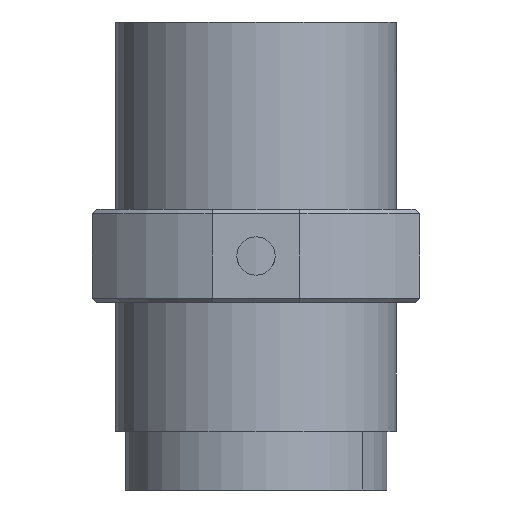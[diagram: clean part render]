
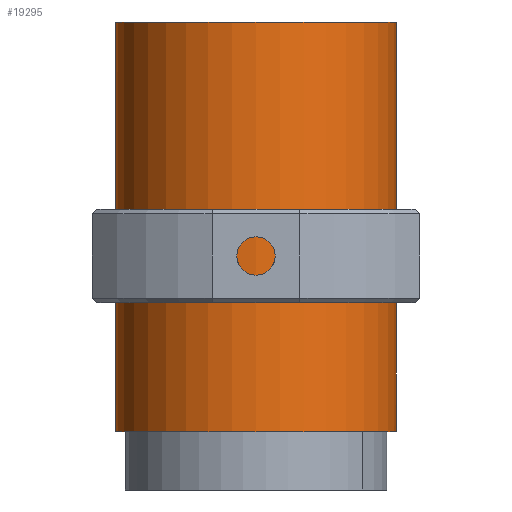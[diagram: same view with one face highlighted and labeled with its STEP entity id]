
A CAD part, front view. The second image highlights one B-rep face of the part: STEP entity #19295.
In plain terms, the highlighted cylindrical face has radius 15.24 mm (diameter 30.48 mm), a partial arc.
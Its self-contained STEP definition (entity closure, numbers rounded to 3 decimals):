
#90 = AXIS2_PLACEMENT_3D ( 'NONE', #10268, #23345, #12149 ) ;
#235 = DIRECTION ( 'NONE',  ( 0., 0., -1. ) ) ;
#620 = EDGE_CURVE ( 'NONE', #5929, #19229, #10524, .T. ) ;
#683 = VERTEX_POINT ( 'NONE', #14865 ) ;
#1248 = EDGE_CURVE ( 'NONE', #16944, #11015, #9387, .T. ) ;
#1666 = ORIENTED_EDGE ( 'NONE', *, *, #3101, .T. ) ;
#1807 = DIRECTION ( 'NONE',  ( -1., 0.025, 0. ) ) ;
#2292 = VECTOR ( 'NONE', #22967, 1000. ) ;
#2326 = AXIS2_PLACEMENT_3D ( 'NONE', #3546, #16586, #5393 ) ;
#2505 = CARTESIAN_POINT ( 'NONE',  ( -15.24, 0., 50.8 ) ) ;
#2686 = CARTESIAN_POINT ( 'NONE',  ( 15.235, -0.381, 13.462 ) ) ;
#2968 = CARTESIAN_POINT ( 'NONE',  ( 15.24, -0.381, 9.229 ) ) ;
#3101 = EDGE_CURVE ( 'NONE', #5652, #20908, #21528, .T. ) ;
#3131 = LINE ( 'NONE', #18212, #7498 ) ;
#3183 = CIRCLE ( 'NONE', #9139, 15.24 ) ;
#3251 = B_SPLINE_CURVE_WITH_KNOTS ( 'NONE', 3,
 ( #16647, #5383, #7343, #20385 ),
 .UNSPECIFIED., .F., .F.,
 ( 4, 4 ),
 ( 0., 1. ),
 .UNSPECIFIED. ) ;
#3311 = ORIENTED_EDGE ( 'NONE', *, *, #9995, .T. ) ;
#3546 = CARTESIAN_POINT ( 'NONE',  ( 0., 0., 10.414 ) ) ;
#3823 = EDGE_LOOP ( 'NONE', ( #17193, #3311, #18977, #9086, #20402, #11625, #12326, #1666, #16404, #21999, #22144, #9779, #13624, #20373 ) ) ;
#3835 = CARTESIAN_POINT ( 'NONE',  ( 15.24, 0., 50.8 ) ) ;
#4399 = DIRECTION ( 'NONE',  ( 0., 0., -1. ) ) ;
#4783 = EDGE_CURVE ( 'NONE', #11015, #11362, #19286, .T. ) ;
#5383 = CARTESIAN_POINT ( 'NONE',  ( -15.24, -0.381, 9.229 ) ) ;
#5389 = AXIS2_PLACEMENT_3D ( 'NONE', #15539, #4399, #17436 ) ;
#5393 = DIRECTION ( 'NONE',  ( 0.997, -0.075, 0. ) ) ;
#5593 = VECTOR ( 'NONE', #235, 1000. ) ;
#5652 = VERTEX_POINT ( 'NONE', #15154 ) ;
#5700 = VERTEX_POINT ( 'NONE', #20805 ) ;
#5734 = EDGE_CURVE ( 'NONE', #19229, #18058, #19829, .T. ) ;
#5929 = VERTEX_POINT ( 'NONE', #12382 ) ;
#6192 = LINE ( 'NONE', #11896, #15524 ) ;
#7046 = DIRECTION ( 'NONE',  ( 0., 0., -1. ) ) ;
#7343 = CARTESIAN_POINT ( 'NONE',  ( -15.226, -0.762, 9.821 ) ) ;
#7483 = CARTESIAN_POINT ( 'NONE',  ( -15.197, -1.142, 10.414 ) ) ;
#7498 = VECTOR ( 'NONE', #10774, 1000. ) ;
#7912 = VECTOR ( 'NONE', #10150, 1000. ) ;
#7924 = CARTESIAN_POINT ( 'NONE',  ( -15.24, 0., 6.35 ) ) ;
#8505 = CARTESIAN_POINT ( 'NONE',  ( 15.197, -1.142, 10.414 ) ) ;
#8974 = CARTESIAN_POINT ( 'NONE',  ( 0., 0., 6.35 ) ) ;
#9086 = ORIENTED_EDGE ( 'NONE', *, *, #4783, .F. ) ;
#9139 = AXIS2_PLACEMENT_3D ( 'NONE', #8974, #22036, #10831 ) ;
#9387 = LINE ( 'NONE', #23794, #13759 ) ;
#9779 = ORIENTED_EDGE ( 'NONE', *, *, #22959, .F. ) ;
#9995 = EDGE_CURVE ( 'NONE', #5929, #19507, #18331, .T. ) ;
#10150 = DIRECTION ( 'NONE',  ( 0., 0., -1. ) ) ;
#10268 = CARTESIAN_POINT ( 'NONE',  ( 0., 0., 50.8 ) ) ;
#10324 = FACE_OUTER_BOUND ( 'NONE', #3823, .T. ) ;
#10524 = LINE ( 'NONE', #3835, #5593 ) ;
#10774 = DIRECTION ( 'NONE',  ( 0., 0., -1. ) ) ;
#10831 = DIRECTION ( 'NONE',  ( -1., 0., 0. ) ) ;
#11015 = VERTEX_POINT ( 'NONE', #18936 ) ;
#11362 = VERTEX_POINT ( 'NONE', #19957 ) ;
#11625 = ORIENTED_EDGE ( 'NONE', *, *, #15211, .F. ) ;
#11896 = CARTESIAN_POINT ( 'NONE',  ( -15.24, 0., 50.8 ) ) ;
#12149 = DIRECTION ( 'NONE',  ( -1., 0., 0. ) ) ;
#12326 = ORIENTED_EDGE ( 'NONE', *, *, #18613, .F. ) ;
#12382 = CARTESIAN_POINT ( 'NONE',  ( 15.24, 0., 50.8 ) ) ;
#12944 = DIRECTION ( 'NONE',  ( 0., 0., -1. ) ) ;
#13142 = VERTEX_POINT ( 'NONE', #13725 ) ;
#13440 = B_SPLINE_CURVE_WITH_KNOTS ( 'NONE', 3,
 ( #8505, #23423, #2968, #16012 ),
 .UNSPECIFIED., .F., .F.,
 ( 4, 4 ),
 ( 0., 1. ),
 .UNSPECIFIED. ) ;
#13459 = LINE ( 'NONE', #19462, #7912 ) ;
#13624 = ORIENTED_EDGE ( 'NONE', *, *, #14350, .F. ) ;
#13725 = CARTESIAN_POINT ( 'NONE',  ( 15.24, 0., 8.636 ) ) ;
#13740 = EDGE_CURVE ( 'NONE', #5700, #20908, #3183, .T. ) ;
#13759 = VECTOR ( 'NONE', #19865, 1000. ) ;
#13782 = DIRECTION ( 'NONE',  ( 0., 0., -1. ) ) ;
#14350 = EDGE_CURVE ( 'NONE', #18058, #15709, #3131, .T. ) ;
#14865 = CARTESIAN_POINT ( 'NONE',  ( 15.197, -1.142, 10.414 ) ) ;
#15154 = CARTESIAN_POINT ( 'NONE',  ( -15.24, 0., 8.636 ) ) ;
#15211 = EDGE_CURVE ( 'NONE', #19098, #16944, #15734, .T. ) ;
#15367 = DIRECTION ( 'NONE',  ( 0., 0., -1. ) ) ;
#15524 = VECTOR ( 'NONE', #13782, 1000. ) ;
#15539 = CARTESIAN_POINT ( 'NONE',  ( 0., 0., 13.462 ) ) ;
#15709 = VERTEX_POINT ( 'NONE', #23671 ) ;
#15734 = CIRCLE ( 'NONE', #18871, 15.24 ) ;
#16012 = CARTESIAN_POINT ( 'NONE',  ( 15.24, 0., 8.636 ) ) ;
#16404 = ORIENTED_EDGE ( 'NONE', *, *, #13740, .F. ) ;
#16586 = DIRECTION ( 'NONE',  ( 0., 0., -1. ) ) ;
#16647 = CARTESIAN_POINT ( 'NONE',  ( -15.24, 0., 8.636 ) ) ;
#16938 = AXIS2_PLACEMENT_3D ( 'NONE', #22897, #15367, #21107 ) ;
#16944 = VERTEX_POINT ( 'NONE', #22744 ) ;
#17193 = ORIENTED_EDGE ( 'NONE', *, *, #620, .F. ) ;
#17361 = CYLINDRICAL_SURFACE ( 'NONE', #16938, 15.24 ) ;
#17436 = DIRECTION ( 'NONE',  ( 1., -0.025, 0. ) ) ;
#18058 = VERTEX_POINT ( 'NONE', #2686 ) ;
#18151 = CARTESIAN_POINT ( 'NONE',  ( -15.24, 0., 50.8 ) ) ;
#18212 = CARTESIAN_POINT ( 'NONE',  ( 15.235, -0.381, 13.462 ) ) ;
#18229 = CARTESIAN_POINT ( 'NONE',  ( 0., 0., 10.414 ) ) ;
#18331 = CIRCLE ( 'NONE', #90, 15.24 ) ;
#18613 = EDGE_CURVE ( 'NONE', #5652, #19098, #3251, .T. ) ;
#18871 = AXIS2_PLACEMENT_3D ( 'NONE', #18229, #7046, #20104 ) ;
#18936 = CARTESIAN_POINT ( 'NONE',  ( -15.235, -0.381, 13.462 ) ) ;
#18977 = ORIENTED_EDGE ( 'NONE', *, *, #20968, .T. ) ;
#19098 = VERTEX_POINT ( 'NONE', #7483 ) ;
#19229 = VERTEX_POINT ( 'NONE', #22749 ) ;
#19286 = CIRCLE ( 'NONE', #21430, 15.24 ) ;
#19295 = ADVANCED_FACE ( 'NONE', ( #10324 ), #17361, .T. ) ;
#19462 = CARTESIAN_POINT ( 'NONE',  ( 15.24, 0., 50.8 ) ) ;
#19507 = VERTEX_POINT ( 'NONE', #18151 ) ;
#19829 = CIRCLE ( 'NONE', #5389, 15.24 ) ;
#19865 = DIRECTION ( 'NONE',  ( 0., 0., 1. ) ) ;
#19957 = CARTESIAN_POINT ( 'NONE',  ( -15.24, 0., 13.462 ) ) ;
#20104 = DIRECTION ( 'NONE',  ( -1., -0.025, 0. ) ) ;
#20373 = ORIENTED_EDGE ( 'NONE', *, *, #5734, .F. ) ;
#20385 = CARTESIAN_POINT ( 'NONE',  ( -15.197, -1.142, 10.414 ) ) ;
#20402 = ORIENTED_EDGE ( 'NONE', *, *, #1248, .F. ) ;
#20805 = CARTESIAN_POINT ( 'NONE',  ( 15.24, 0., 6.35 ) ) ;
#20908 = VERTEX_POINT ( 'NONE', #7924 ) ;
#20968 = EDGE_CURVE ( 'NONE', #19507, #11362, #6192, .T. ) ;
#21107 = DIRECTION ( 'NONE',  ( -1., 0., 0. ) ) ;
#21430 = AXIS2_PLACEMENT_3D ( 'NONE', #24103, #12944, #1807 ) ;
#21528 = LINE ( 'NONE', #2505, #2292 ) ;
#21605 = EDGE_CURVE ( 'NONE', #13142, #5700, #13459, .T. ) ;
#21999 = ORIENTED_EDGE ( 'NONE', *, *, #21605, .F. ) ;
#22000 = CIRCLE ( 'NONE', #2326, 15.24 ) ;
#22036 = DIRECTION ( 'NONE',  ( 0., 0., -1. ) ) ;
#22050 = EDGE_CURVE ( 'NONE', #683, #13142, #13440, .T. ) ;
#22144 = ORIENTED_EDGE ( 'NONE', *, *, #22050, .F. ) ;
#22744 = CARTESIAN_POINT ( 'NONE',  ( -15.235, -0.381, 10.414 ) ) ;
#22749 = CARTESIAN_POINT ( 'NONE',  ( 15.24, 0., 13.462 ) ) ;
#22897 = CARTESIAN_POINT ( 'NONE',  ( 0., 0., 50.8 ) ) ;
#22959 = EDGE_CURVE ( 'NONE', #15709, #683, #22000, .T. ) ;
#22967 = DIRECTION ( 'NONE',  ( 0., 0., -1. ) ) ;
#23345 = DIRECTION ( 'NONE',  ( 0., 0., -1. ) ) ;
#23423 = CARTESIAN_POINT ( 'NONE',  ( 15.226, -0.762, 9.821 ) ) ;
#23671 = CARTESIAN_POINT ( 'NONE',  ( 15.235, -0.381, 10.414 ) ) ;
#23794 = CARTESIAN_POINT ( 'NONE',  ( -15.235, -0.381, 10.414 ) ) ;
#24103 = CARTESIAN_POINT ( 'NONE',  ( 0., 0., 13.462 ) ) ;
